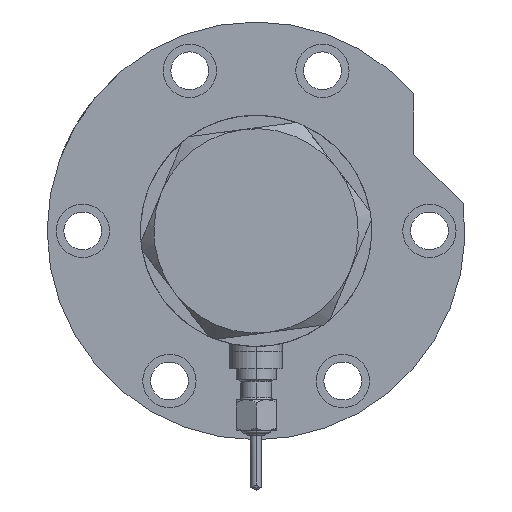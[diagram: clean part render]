
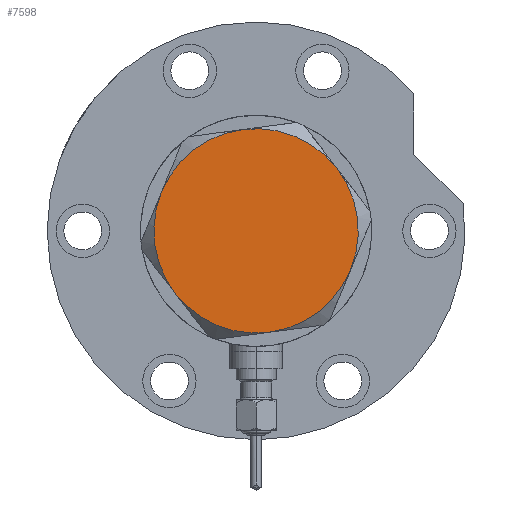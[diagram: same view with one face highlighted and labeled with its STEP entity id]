
A CAD part, left-side view. The second image highlights one B-rep face of the part: STEP entity #7598.
In plain terms, the highlighted face is planar.
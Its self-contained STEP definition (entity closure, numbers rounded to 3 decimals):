
#247 = DIRECTION ( 'NONE',  ( 1., 0., 0. ) ) ;
#807 = CARTESIAN_POINT ( 'NONE',  ( 11.5, -19.919, 9. ) ) ;
#1031 = ORIENTED_EDGE ( 'NONE', *, *, #7878, .T. ) ;
#1043 = CIRCLE ( 'NONE', #7941, 23. ) ;
#1061 = VERTEX_POINT ( 'NONE', #8127 ) ;
#1166 = CARTESIAN_POINT ( 'NONE',  ( -11.5, 19.919, 9. ) ) ;
#1338 = CARTESIAN_POINT ( 'NONE',  ( 0., 0., 9. ) ) ;
#1419 = EDGE_CURVE ( 'NONE', #7639, #8357, #5871, .T. ) ;
#1492 = DIRECTION ( 'NONE',  ( 1., 0., 0. ) ) ;
#1533 = CIRCLE ( 'NONE', #8150, 23. ) ;
#1605 = AXIS2_PLACEMENT_3D ( 'NONE', #5908, #7218, #3326 ) ;
#1852 = ORIENTED_EDGE ( 'NONE', *, *, #4752, .T. ) ;
#1893 = ORIENTED_EDGE ( 'NONE', *, *, #7589, .T. ) ;
#2004 = CARTESIAN_POINT ( 'NONE',  ( 0., 0., 9. ) ) ;
#2020 = CARTESIAN_POINT ( 'NONE',  ( 0., 0., 9. ) ) ;
#2061 = DIRECTION ( 'NONE',  ( 1., 0., 0. ) ) ;
#2138 = DIRECTION ( 'NONE',  ( 1., 0., 0. ) ) ;
#2182 = AXIS2_PLACEMENT_3D ( 'NONE', #1338, #2547, #2669 ) ;
#2230 = EDGE_CURVE ( 'NONE', #6018, #7639, #6184, .T. ) ;
#2547 = DIRECTION ( 'NONE',  ( 0., 0., 1. ) ) ;
#2669 = DIRECTION ( 'NONE',  ( 1., 0., 0. ) ) ;
#2811 = DIRECTION ( 'NONE',  ( 0., 0., 1. ) ) ;
#3173 = VERTEX_POINT ( 'NONE', #5022 ) ;
#3326 = DIRECTION ( 'NONE',  ( 1., 0., 0. ) ) ;
#3941 = FACE_OUTER_BOUND ( 'NONE', #5161, .T. ) ;
#4121 = DIRECTION ( 'NONE',  ( 0., 0., 1. ) ) ;
#4752 = EDGE_CURVE ( 'NONE', #3173, #6018, #1533, .T. ) ;
#4765 = CARTESIAN_POINT ( 'NONE',  ( 0., 0., 9. ) ) ;
#4934 = DIRECTION ( 'NONE',  ( 1., 0., 0. ) ) ;
#5022 = CARTESIAN_POINT ( 'NONE',  ( 11.5, 19.919, 9. ) ) ;
#5029 = VERTEX_POINT ( 'NONE', #807 ) ;
#5161 = EDGE_LOOP ( 'NONE', ( #7741, #1031, #1852, #8234, #6770, #1893 ) ) ;
#5202 = AXIS2_PLACEMENT_3D ( 'NONE', #2004, #7311, #2138 ) ;
#5296 = AXIS2_PLACEMENT_3D ( 'NONE', #4765, #2811, #1492 ) ;
#5316 = DIRECTION ( 'NONE',  ( 0., 0., 1. ) ) ;
#5653 = CARTESIAN_POINT ( 'NONE',  ( 0., 0., 9. ) ) ;
#5848 = CIRCLE ( 'NONE', #1605, 23. ) ;
#5871 = CIRCLE ( 'NONE', #2182, 23. ) ;
#5908 = CARTESIAN_POINT ( 'NONE',  ( 0., 0., 9. ) ) ;
#6018 = VERTEX_POINT ( 'NONE', #1166 ) ;
#6104 = AXIS2_PLACEMENT_3D ( 'NONE', #7659, #4121, #247 ) ;
#6184 = CIRCLE ( 'NONE', #5202, 23. ) ;
#6586 = PLANE ( 'NONE',  #5296 ) ;
#6670 = EDGE_CURVE ( 'NONE', #5029, #1061, #6786, .T. ) ;
#6746 = CARTESIAN_POINT ( 'NONE',  ( -11.5, -19.919, 9. ) ) ;
#6770 = ORIENTED_EDGE ( 'NONE', *, *, #1419, .T. ) ;
#6786 = CIRCLE ( 'NONE', #6104, 23. ) ;
#6971 = DIRECTION ( 'NONE',  ( 0., 0., 1. ) ) ;
#7218 = DIRECTION ( 'NONE',  ( 0., 0., 1. ) ) ;
#7311 = DIRECTION ( 'NONE',  ( 0., 0., 1. ) ) ;
#7361 = CARTESIAN_POINT ( 'NONE',  ( -23., 0., 9. ) ) ;
#7589 = EDGE_CURVE ( 'NONE', #8357, #5029, #1043, .T. ) ;
#7598 = ADVANCED_FACE ( 'NONE', ( #3941 ), #6586, .T. ) ;
#7639 = VERTEX_POINT ( 'NONE', #7361 ) ;
#7659 = CARTESIAN_POINT ( 'NONE',  ( 0., 0., 9. ) ) ;
#7741 = ORIENTED_EDGE ( 'NONE', *, *, #6670, .T. ) ;
#7878 = EDGE_CURVE ( 'NONE', #1061, #3173, #5848, .T. ) ;
#7941 = AXIS2_PLACEMENT_3D ( 'NONE', #2020, #5316, #2061 ) ;
#8127 = CARTESIAN_POINT ( 'NONE',  ( 23., 0., 9. ) ) ;
#8150 = AXIS2_PLACEMENT_3D ( 'NONE', #5653, #6971, #4934 ) ;
#8234 = ORIENTED_EDGE ( 'NONE', *, *, #2230, .T. ) ;
#8357 = VERTEX_POINT ( 'NONE', #6746 ) ;
